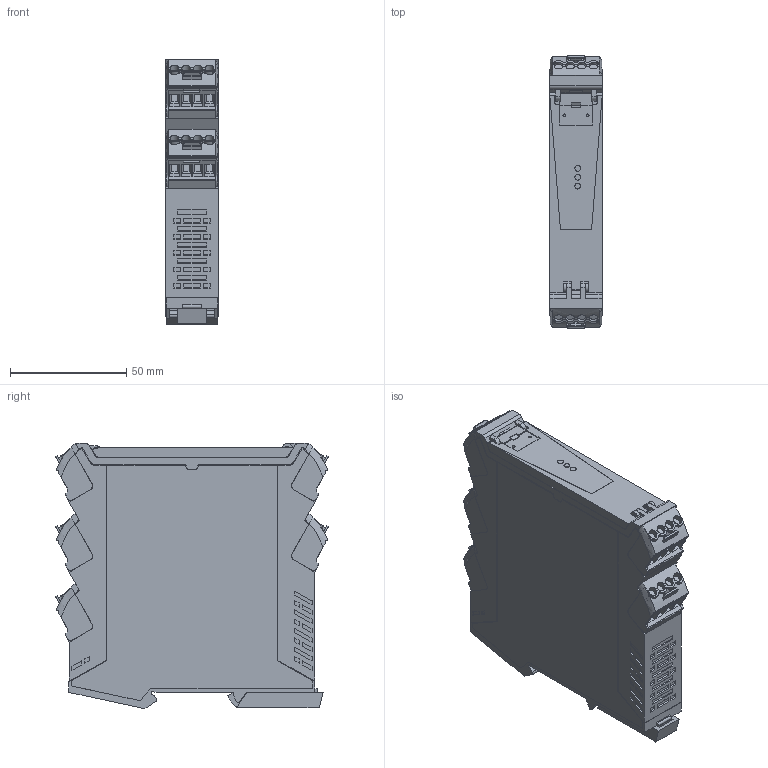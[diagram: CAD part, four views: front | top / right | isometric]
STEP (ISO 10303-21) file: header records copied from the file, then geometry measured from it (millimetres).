
FILE_DESCRIPTION(('CATIA V5 STEP Exchange','CAx-IF Rec.Pracs.--- Model Styling and Organization---1.4--- 2014-01-23'),'2;1');
FILE_NAME ('D1373031_1', '2019-04-12T08:07:23+00:00', ('none'), ('Weidmueller'), 'CATIA Version 5-6 Release 2016 SP3 HF44', 'CATIA V5 STEP AP214', 'none');
FILE_SCHEMA(('AUTOMOTIVE_DESIGN { 1 0 10303 214 1 1 1 1 }'));
Products named in the file (1): S3D_ACT20P_UI_2RCO_XXX_S
Bounding box: 22.5 x 117.21 x 114.02 mm (x, y, z)
Volume: 256433 mm3; surface area: 61011.6 mm2
Topology: 21 solids, 21 shells, 1680 faces, 5145 edges, 3561 vertices
Faces by surface type: plane 1177, cylinder 424, extrusion 41, revolution 20, bspline 10, sphere 8
Entity records: 57919 total; most frequent: CARTESIAN_POINT 13572, ORIENTED_EDGE 10278, DIRECTION 6551, EDGE_CURVE 5134, VERTEX_POINT 3555, VECTOR 3538, LINE 3497, AXIS2_PLACEMENT_3D 1943
